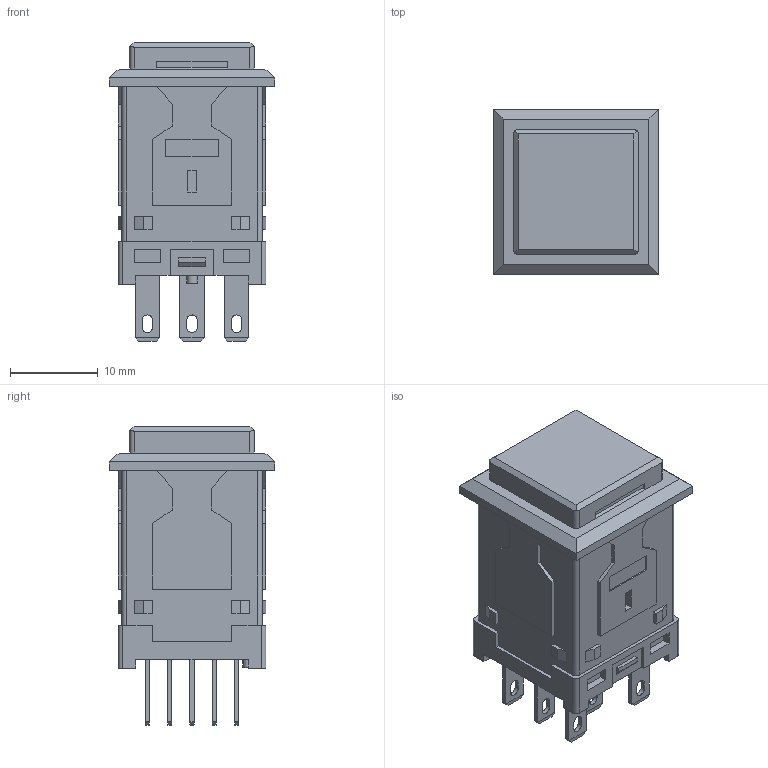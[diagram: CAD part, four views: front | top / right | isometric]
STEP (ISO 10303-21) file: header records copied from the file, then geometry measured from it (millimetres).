
FILE_DESCRIPTION(('FreeCAD Model'),'2;1');
FILE_NAME('Open CASCADE Shape Model','2022-02-20T12:02:04',('Author'),( ''),'Open CASCADE STEP processor 7.5','FreeCAD','Unknown');
FILE_SCHEMA(('AUTOMOTIVE_DESIGN { 1 0 10303 214 1 1 1 1 }'));
Length unit declared in the file: millimetre
Products named in the file (1): EH
Bounding box: 18.8 x 18.8 x 34 mm (x, y, z)
Volume: 7071.6 mm3; surface area: 2929.9 mm2
Topology: 1 solids, 1 shells, 320 faces, 830 edges, 540 vertices
Faces by surface type: plane 290, revolution 16, cylinder 14
Entity records: 20802 total; most frequent: CARTESIAN_POINT 3871, DIRECTION 3136, LINE 2370, VECTOR 2370, ORIENTED_EDGE 1660, PCURVE 1660, DEFINITIONAL_REPRESENTATION 1660, EDGE_CURVE 830
